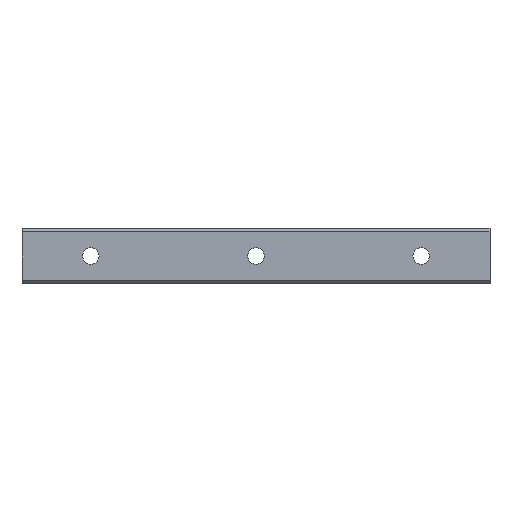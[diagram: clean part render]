
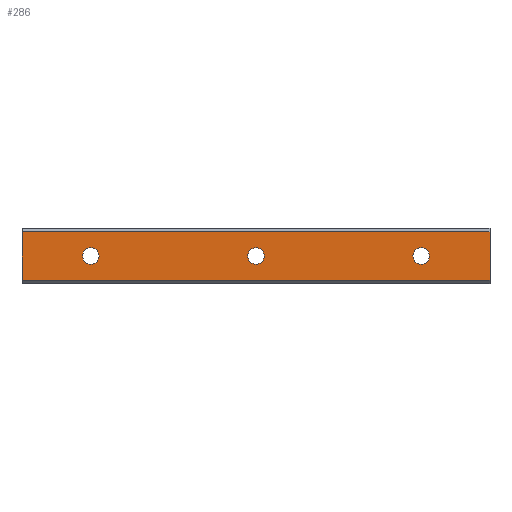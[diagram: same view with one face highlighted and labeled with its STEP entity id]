
A CAD part, front view. The second image highlights one B-rep face of the part: STEP entity #286.
In plain terms, the highlighted planar face has unit normal (0, -1, 0).
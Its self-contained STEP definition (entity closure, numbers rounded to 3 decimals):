
#1 = DIRECTION ( 'NONE',  ( 0., 0., 1. ) ) ;
#14 = DIRECTION ( 'NONE',  ( 0., 0., -1. ) ) ;
#21 = EDGE_CURVE ( 'NONE', #289, #367, #1057, .T. ) ;
#29 = AXIS2_PLACEMENT_3D ( 'NONE', #58, #609, #739 ) ;
#39 = ORIENTED_EDGE ( 'NONE', *, *, #67, .F. ) ;
#40 = CARTESIAN_POINT ( 'NONE',  ( -25., 0., 8.82 ) ) ;
#58 = CARTESIAN_POINT ( 'NONE',  ( 145., 0., 8.82 ) ) ;
#67 = EDGE_CURVE ( 'NONE', #632, #369, #662, .T. ) ;
#104 = CIRCLE ( 'NONE', #744, 3. ) ;
#120 = CARTESIAN_POINT ( 'NONE',  ( 120., 0., 0. ) ) ;
#136 = EDGE_CURVE ( 'NONE', #884, #1269, #1307, .T. ) ;
#162 = EDGE_LOOP ( 'NONE', ( #281, #1162 ) ) ;
#174 = CARTESIAN_POINT ( 'NONE',  ( -25., 0., 8.82 ) ) ;
#178 = CARTESIAN_POINT ( 'NONE',  ( 60., 0., -3. ) ) ;
#248 = EDGE_CURVE ( 'NONE', #362, #256, #1285, .T. ) ;
#254 = CARTESIAN_POINT ( 'NONE',  ( 145., 0., 8.82 ) ) ;
#256 = VERTEX_POINT ( 'NONE', #1141 ) ;
#270 = CIRCLE ( 'NONE', #835, 3. ) ;
#281 = ORIENTED_EDGE ( 'NONE', *, *, #1255, .F. ) ;
#286 = ADVANCED_FACE ( 'NONE', ( #820, #671, #715, #299 ), #1052, .F. ) ;
#289 = VERTEX_POINT ( 'NONE', #727 ) ;
#299 = FACE_BOUND ( 'NONE', #1385, .T. ) ;
#316 = VECTOR ( 'NONE', #1067, 1000. ) ;
#350 = CARTESIAN_POINT ( 'NONE',  ( 60., 0., 0. ) ) ;
#358 = CARTESIAN_POINT ( 'NONE',  ( 145., 0., -8.82 ) ) ;
#362 = VERTEX_POINT ( 'NONE', #927 ) ;
#367 = VERTEX_POINT ( 'NONE', #843 ) ;
#369 = VERTEX_POINT ( 'NONE', #1166 ) ;
#378 = AXIS2_PLACEMENT_3D ( 'NONE', #1381, #489, #930 ) ;
#420 = DIRECTION ( 'NONE',  ( 1., 0., 0. ) ) ;
#458 = ORIENTED_EDGE ( 'NONE', *, *, #1046, .F. ) ;
#469 = DIRECTION ( 'NONE',  ( 0., -1., 0. ) ) ;
#471 = ORIENTED_EDGE ( 'NONE', *, *, #664, .F. ) ;
#489 = DIRECTION ( 'NONE',  ( 0., -1., 0. ) ) ;
#538 = DIRECTION ( 'NONE',  ( 0., -1., 0. ) ) ;
#539 = EDGE_CURVE ( 'NONE', #636, #632, #1075, .T. ) ;
#570 = DIRECTION ( 'NONE',  ( -1., 0., 0. ) ) ;
#609 = DIRECTION ( 'NONE',  ( 0., 1., 0. ) ) ;
#632 = VERTEX_POINT ( 'NONE', #254 ) ;
#636 = VERTEX_POINT ( 'NONE', #40 ) ;
#649 = AXIS2_PLACEMENT_3D ( 'NONE', #1024, #999, #1016 ) ;
#650 = VECTOR ( 'NONE', #570, 1000. ) ;
#662 = LINE ( 'NONE', #992, #691 ) ;
#664 = EDGE_CURVE ( 'NONE', #1269, #884, #104, .T. ) ;
#671 = FACE_BOUND ( 'NONE', #725, .T. ) ;
#675 = LINE ( 'NONE', #358, #650 ) ;
#691 = VECTOR ( 'NONE', #14, 1000. ) ;
#715 = FACE_BOUND ( 'NONE', #162, .T. ) ;
#725 = EDGE_LOOP ( 'NONE', ( #806, #1215 ) ) ;
#727 = CARTESIAN_POINT ( 'NONE',  ( 120., 0., -3. ) ) ;
#739 = DIRECTION ( 'NONE',  ( 0., 0., 1. ) ) ;
#744 = AXIS2_PLACEMENT_3D ( 'NONE', #350, #469, #786 ) ;
#786 = DIRECTION ( 'NONE',  ( 0., 0., 1. ) ) ;
#806 = ORIENTED_EDGE ( 'NONE', *, *, #1218, .F. ) ;
#814 = EDGE_CURVE ( 'NONE', #1371, #636, #1051, .T. ) ;
#815 = CIRCLE ( 'NONE', #378, 3. ) ;
#817 = CARTESIAN_POINT ( 'NONE',  ( 0., 0., 0. ) ) ;
#820 = FACE_OUTER_BOUND ( 'NONE', #1032, .T. ) ;
#835 = AXIS2_PLACEMENT_3D ( 'NONE', #817, #1042, #1049 ) ;
#843 = CARTESIAN_POINT ( 'NONE',  ( 120., 0., 3. ) ) ;
#851 = ORIENTED_EDGE ( 'NONE', *, *, #539, .F. ) ;
#884 = VERTEX_POINT ( 'NONE', #1192 ) ;
#891 = CARTESIAN_POINT ( 'NONE',  ( -25., 0., -8.82 ) ) ;
#895 = AXIS2_PLACEMENT_3D ( 'NONE', #1091, #538, #1293 ) ;
#927 = CARTESIAN_POINT ( 'NONE',  ( 0., 0., -3. ) ) ;
#930 = DIRECTION ( 'NONE',  ( 0., 0., 1. ) ) ;
#944 = VECTOR ( 'NONE', #420, 1000. ) ;
#971 = ORIENTED_EDGE ( 'NONE', *, *, #814, .F. ) ;
#992 = CARTESIAN_POINT ( 'NONE',  ( 145., 0., 8.82 ) ) ;
#999 = DIRECTION ( 'NONE',  ( 0., -1., 0. ) ) ;
#1016 = DIRECTION ( 'NONE',  ( 0., 0., 1. ) ) ;
#1024 = CARTESIAN_POINT ( 'NONE',  ( 0., 0., 0. ) ) ;
#1032 = EDGE_LOOP ( 'NONE', ( #458, #39, #851, #971 ) ) ;
#1042 = DIRECTION ( 'NONE',  ( 0., -1., 0. ) ) ;
#1046 = EDGE_CURVE ( 'NONE', #369, #1371, #675, .T. ) ;
#1049 = DIRECTION ( 'NONE',  ( 0., 0., 1. ) ) ;
#1050 = ORIENTED_EDGE ( 'NONE', *, *, #136, .F. ) ;
#1051 = LINE ( 'NONE', #174, #316 ) ;
#1052 = PLANE ( 'NONE',  #29 ) ;
#1057 = CIRCLE ( 'NONE', #1178, 3. ) ;
#1067 = DIRECTION ( 'NONE',  ( 0., 0., 1. ) ) ;
#1075 = LINE ( 'NONE', #1395, #944 ) ;
#1091 = CARTESIAN_POINT ( 'NONE',  ( 60., 0., 0. ) ) ;
#1141 = CARTESIAN_POINT ( 'NONE',  ( 0., 0., 3. ) ) ;
#1162 = ORIENTED_EDGE ( 'NONE', *, *, #21, .F. ) ;
#1166 = CARTESIAN_POINT ( 'NONE',  ( 145., 0., -8.82 ) ) ;
#1178 = AXIS2_PLACEMENT_3D ( 'NONE', #120, #1209, #1 ) ;
#1192 = CARTESIAN_POINT ( 'NONE',  ( 60., 0., 3. ) ) ;
#1209 = DIRECTION ( 'NONE',  ( 0., -1., 0. ) ) ;
#1215 = ORIENTED_EDGE ( 'NONE', *, *, #248, .F. ) ;
#1218 = EDGE_CURVE ( 'NONE', #256, #362, #270, .T. ) ;
#1255 = EDGE_CURVE ( 'NONE', #367, #289, #815, .T. ) ;
#1269 = VERTEX_POINT ( 'NONE', #178 ) ;
#1285 = CIRCLE ( 'NONE', #649, 3. ) ;
#1293 = DIRECTION ( 'NONE',  ( 0., 0., 1. ) ) ;
#1307 = CIRCLE ( 'NONE', #895, 3. ) ;
#1371 = VERTEX_POINT ( 'NONE', #891 ) ;
#1381 = CARTESIAN_POINT ( 'NONE',  ( 120., 0., 0. ) ) ;
#1385 = EDGE_LOOP ( 'NONE', ( #1050, #471 ) ) ;
#1395 = CARTESIAN_POINT ( 'NONE',  ( 145., 0., 8.82 ) ) ;
